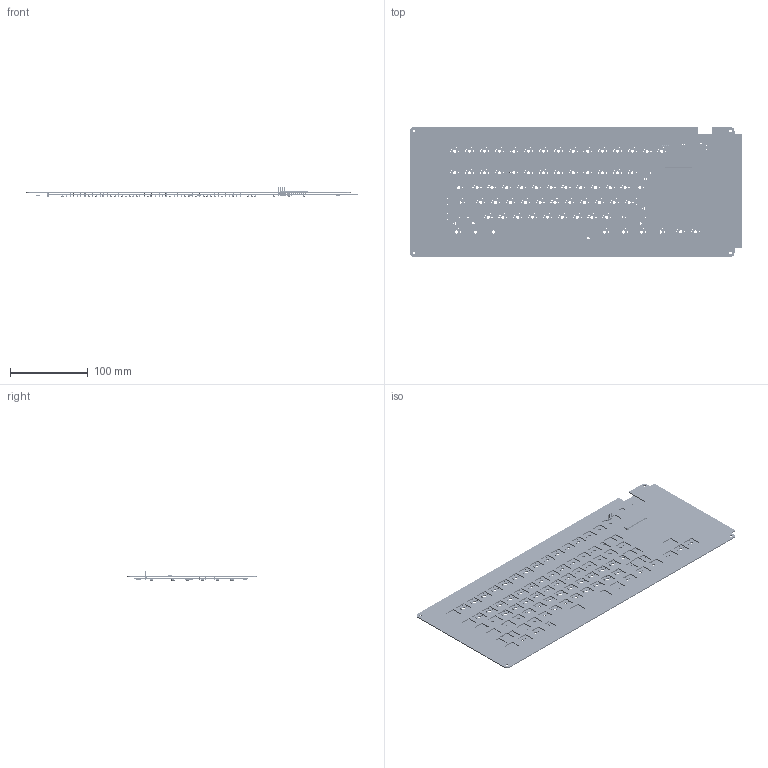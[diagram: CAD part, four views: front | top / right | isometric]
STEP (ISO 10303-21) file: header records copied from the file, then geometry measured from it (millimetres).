
FILE_DESCRIPTION(/* description */ (''),/* implementation_level */ '2;1');
FILE_NAME(/* name */ 'case top.step',/* time_stamp */ '2025-07-23T21:46:29+05:30',/* author */ (''),/* organization */ (''),/* preprocessor_version */ 'ST-DEVELOPER v20.1',/* originating_system */ 'Autodesk Translation Framework v14.10.0.0',/* authorisation */ '');
FILE_SCHEMA (('AUTOMOTIVE_DESIGN { 1 0 10303 214 3 1 1 }'));
Products named in the file (7): 2025-07-23-15-30-13-280; 2025-07-23-11-23-31-944; 2025-07-23-11-23-31-945; 2025-07-23-11-23-31-946; 2025-07-23-11-23-31-949; 2025-07-23-11-23-31-948; 2025-07-23-11-23-31-947
Assembly tree (92 placements, depth 3):
  2025-07-23-15-30-13-280
    2025-07-23-11-23-31-944
      2025-07-23-11-23-31-945
      2025-07-23-11-23-31-946
      2025-07-23-11-23-31-947  x80
      2025-07-23-11-23-31-948  x8
      2025-07-23-11-23-31-949
Bounding box: 426.61 x 166.96 x 12.73 mm (x, y, z)
Volume: 165287.4 mm3; surface area: 239068.4 mm2
Topology: 172 solids, 172 shells, 3830 faces, 9598 edges, 6256 vertices
Faces by surface type: plane 1755, cylinder 1747, torus 320, cone 8
Full cylindrical faces by diameter (mm): 0.5 x240, 0.8 x188, 1 x49, 1.5 x160, 1.7 x160, 1.85 x2, 2 x160, 2.02 x80, 2.2 x2, 3.05 x10, 3.333 x8, 3.4 x4, 4 x90, 8 x1
Entity records: 73858 total; most frequent: DIRECTION 12659, CARTESIAN_POINT 12190, ORIENTED_EDGE 12070, EDGE_CURVE 6035, AXIS2_PLACEMENT_3D 4435, VERTEX_POINT 3966, LINE 3789, VECTOR 3789
